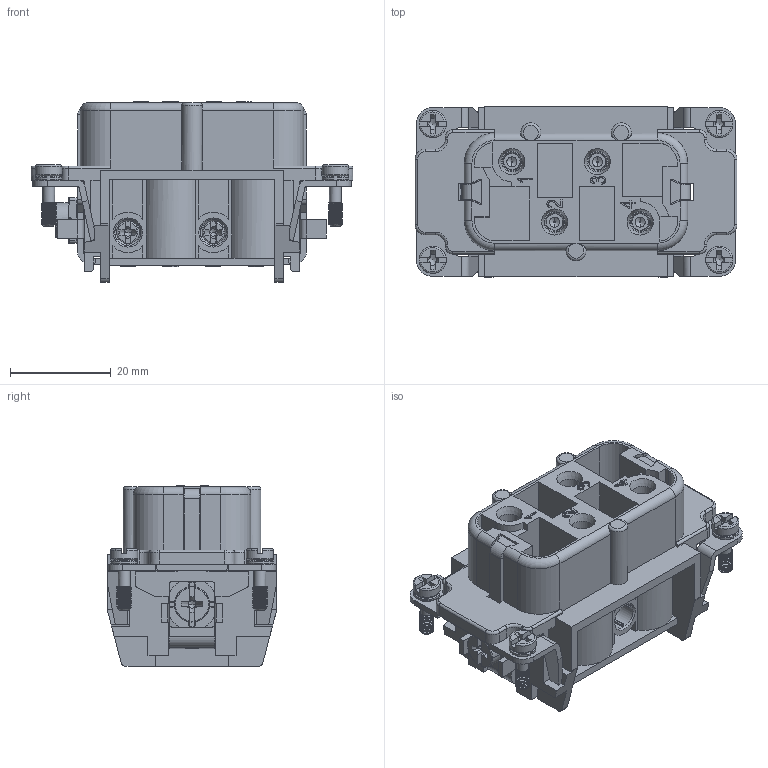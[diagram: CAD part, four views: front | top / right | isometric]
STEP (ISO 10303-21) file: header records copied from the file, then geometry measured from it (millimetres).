
FILE_DESCRIPTION(/* description */ (''),/* implementation_level */ '2;1');
FILE_NAME(/* name */ 'HSB-004-F.stp',/* time_stamp */ '2022-11-28T15:32:24+08:00',/* author */ (''),/* organization */ (''),/* preprocessor_version */ 'ST-DEVELOPER v16',/* originating_system */ 'SIEMENS PLM Software NX 10.0',/* authorisation */ '');
FILE_SCHEMA (('AUTOMOTIVE_DESIGN { 1 0 10303 214 3 1 1 1 }'));
Products named in the file (1): Admi4A24BB90zrgt
Bounding box: 64 x 33.8 x 35.9 mm (x, y, z)
Volume: 24532.6 mm3; surface area: 26921.1 mm2
Topology: 1 solids, 2 shells, 1906 faces, 5409 edges, 3515 vertices
Faces by surface type: plane 964, cylinder 521, cone 164, bspline 124, torus 109, extrusion 16, sphere 8
Full cylindrical faces by diameter (mm): 1.5 x3, 2.35 x4, 2.4 x2, 2.562 x2, 4 x1, 4.2 x8, 5.2 x4, 5.4 x4, 6.4 x2
Entity records: 96163 total; most frequent: CARTESIAN_POINT 48959, ORIENTED_EDGE 10604, DIRECTION 8820, EDGE_CURVE 5302, VERTEX_POINT 3488, AXIS2_PLACEMENT_3D 3068, VECTOR 2684, LINE 2668
